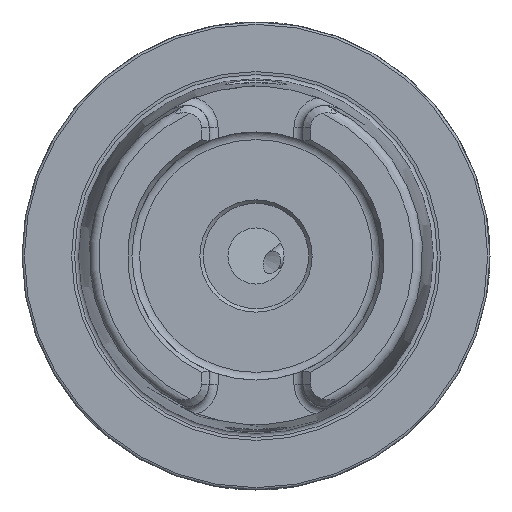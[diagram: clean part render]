
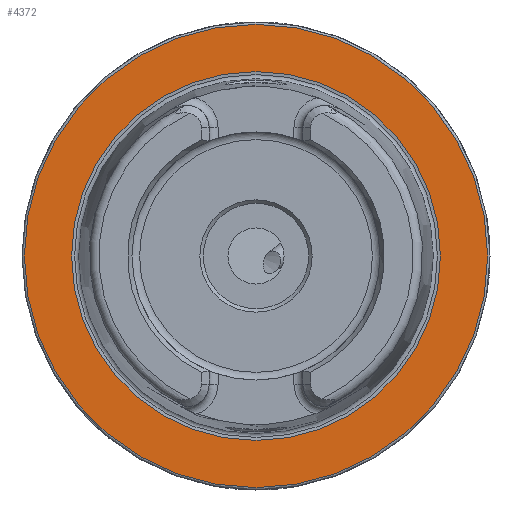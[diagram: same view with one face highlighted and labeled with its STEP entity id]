
A CAD part, left-side view. The second image highlights one B-rep face of the part: STEP entity #4372.
In plain terms, the highlighted planar face has unit normal (-1, 0, 0).
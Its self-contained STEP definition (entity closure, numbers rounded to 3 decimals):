
#262 = EDGE_CURVE ( 'NONE', #1333, #1333, #8467, .T. ) ;
#1333 = VERTEX_POINT ( 'NONE', #10896 ) ;
#1777 = DIRECTION ( 'NONE',  ( -1., 0., 0. ) ) ;
#1825 = FACE_OUTER_BOUND ( 'NONE', #7023, .T. ) ;
#2321 = DIRECTION ( 'NONE',  ( 0., 0., 1. ) ) ;
#2409 = EDGE_CURVE ( 'NONE', #3928, #3928, #10778, .T. ) ;
#2912 = DIRECTION ( 'NONE',  ( 0., 0., -1. ) ) ;
#3928 = VERTEX_POINT ( 'NONE', #9040 ) ;
#4372 = ADVANCED_FACE ( 'NONE', ( #8224, #1825 ), #8539, .F. ) ;
#4548 = EDGE_LOOP ( 'NONE', ( #5937 ) ) ;
#5794 = CARTESIAN_POINT ( 'NONE',  ( 0., 49.5, 0. ) ) ;
#5937 = ORIENTED_EDGE ( 'NONE', *, *, #2409, .F. ) ;
#6758 = AXIS2_PLACEMENT_3D ( 'NONE', #6990, #11745, #2321 ) ;
#6990 = CARTESIAN_POINT ( 'NONE',  ( 0., 0., 0. ) ) ;
#7023 = EDGE_LOOP ( 'NONE', ( #8566 ) ) ;
#7932 = AXIS2_PLACEMENT_3D ( 'NONE', #5794, #8579, #2912 ) ;
#8224 = FACE_BOUND ( 'NONE', #4548, .T. ) ;
#8467 = CIRCLE ( 'NONE', #9313, 49.5 ) ;
#8539 = PLANE ( 'NONE',  #7932 ) ;
#8566 = ORIENTED_EDGE ( 'NONE', *, *, #262, .T. ) ;
#8579 = DIRECTION ( 'NONE',  ( 1., 0., 0. ) ) ;
#9040 = CARTESIAN_POINT ( 'NONE',  ( 0., 0., 39.405 ) ) ;
#9313 = AXIS2_PLACEMENT_3D ( 'NONE', #12010, #1777, #11929 ) ;
#10778 = CIRCLE ( 'NONE', #6758, 39.405 ) ;
#10896 = CARTESIAN_POINT ( 'NONE',  ( 0., 0., 49.5 ) ) ;
#11745 = DIRECTION ( 'NONE',  ( -1., 0., 0. ) ) ;
#11929 = DIRECTION ( 'NONE',  ( 0., 0., 1. ) ) ;
#12010 = CARTESIAN_POINT ( 'NONE',  ( 0., 0., 0. ) ) ;
